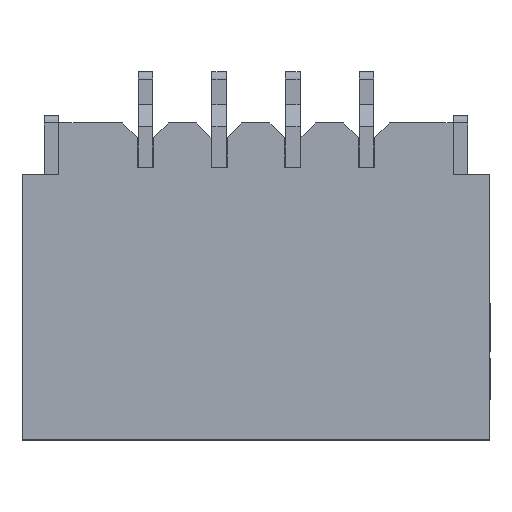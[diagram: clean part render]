
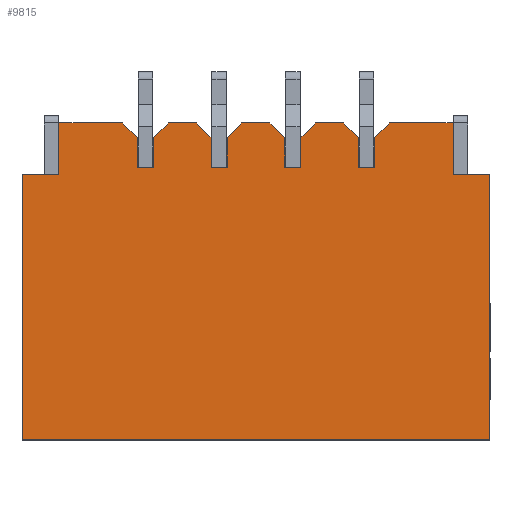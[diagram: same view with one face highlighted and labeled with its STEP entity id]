
A CAD part, top view. The second image highlights one B-rep face of the part: STEP entity #9815.
In plain terms, the highlighted planar face has unit normal (0, 0, 1).
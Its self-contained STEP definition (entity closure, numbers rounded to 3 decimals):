
#420=PLANE('',#10378);
#818=FACE_OUTER_BOUND('',#1361,.T.);
#1361=EDGE_LOOP('',(#6691,#6692,#6693,#6694,#6695,#6696,#6697,#6698,#6699,
#6700,#6701,#6702,#6703,#6704,#6705,#6706,#6707,#6708,#6709,#6710,#6711,
#6712,#6713,#6714,#6715,#6716,#6717,#6718,#6719,#6720,#6721,#6722));
#1985=LINE('',#13446,#3116);
#1997=LINE('',#13474,#3128);
#2013=LINE('',#13506,#3144);
#2022=LINE('',#13525,#3153);
#2044=LINE('',#13568,#3175);
#2048=LINE('',#13576,#3179);
#2052=LINE('',#13584,#3183);
#2056=LINE('',#13592,#3187);
#2091=LINE('',#13662,#3222);
#2092=LINE('',#13663,#3223);
#2093=LINE('',#13664,#3224);
#2094=LINE('',#13666,#3225);
#2095=LINE('',#13668,#3226);
#2096=LINE('',#13669,#3227);
#2097=LINE('',#13671,#3228);
#2098=LINE('',#13673,#3229);
#2099=LINE('',#13675,#3230);
#2100=LINE('',#13677,#3231);
#2101=LINE('',#13678,#3232);
#2102=LINE('',#13680,#3233);
#2103=LINE('',#13682,#3234);
#2104=LINE('',#13684,#3235);
#2105=LINE('',#13686,#3236);
#2106=LINE('',#13687,#3237);
#2107=LINE('',#13689,#3238);
#2108=LINE('',#13691,#3239);
#2109=LINE('',#13693,#3240);
#2110=LINE('',#13695,#3241);
#2111=LINE('',#13696,#3242);
#2112=LINE('',#13698,#3243);
#2113=LINE('',#13700,#3244);
#2114=LINE('',#13701,#3245);
#3116=VECTOR('',#10973,1.);
#3128=VECTOR('',#10993,1.);
#3144=VECTOR('',#11017,1.);
#3153=VECTOR('',#11032,1.);
#3175=VECTOR('',#11058,1.);
#3179=VECTOR('',#11062,1.);
#3183=VECTOR('',#11066,1.);
#3187=VECTOR('',#11070,1.);
#3222=VECTOR('',#11107,1.);
#3223=VECTOR('',#11108,1.);
#3224=VECTOR('',#11109,1.);
#3225=VECTOR('',#11110,1.);
#3226=VECTOR('',#11111,1.);
#3227=VECTOR('',#11112,1.);
#3228=VECTOR('',#11113,1.);
#3229=VECTOR('',#11114,1.);
#3230=VECTOR('',#11115,1.);
#3231=VECTOR('',#11116,1.);
#3232=VECTOR('',#11117,1.);
#3233=VECTOR('',#11118,1.);
#3234=VECTOR('',#11119,1.);
#3235=VECTOR('',#11120,1.);
#3236=VECTOR('',#11121,1.);
#3237=VECTOR('',#11122,1.);
#3238=VECTOR('',#11123,1.);
#3239=VECTOR('',#11124,1.);
#3240=VECTOR('',#11125,1.);
#3241=VECTOR('',#11126,1.);
#3242=VECTOR('',#11127,1.);
#3243=VECTOR('',#11128,1.);
#3244=VECTOR('',#11129,1.);
#3245=VECTOR('',#11130,1.);
#4259=VERTEX_POINT('',#13443);
#4260=VERTEX_POINT('',#13445);
#4271=VERTEX_POINT('',#13471);
#4272=VERTEX_POINT('',#13473);
#4284=VERTEX_POINT('',#13504);
#4290=VERTEX_POINT('',#13522);
#4291=VERTEX_POINT('',#13524);
#4309=VERTEX_POINT('',#13565);
#4310=VERTEX_POINT('',#13567);
#4313=VERTEX_POINT('',#13573);
#4314=VERTEX_POINT('',#13575);
#4317=VERTEX_POINT('',#13581);
#4318=VERTEX_POINT('',#13583);
#4321=VERTEX_POINT('',#13589);
#4322=VERTEX_POINT('',#13591);
#4356=VERTEX_POINT('',#13661);
#4357=VERTEX_POINT('',#13665);
#4358=VERTEX_POINT('',#13667);
#4359=VERTEX_POINT('',#13670);
#4360=VERTEX_POINT('',#13672);
#4361=VERTEX_POINT('',#13674);
#4362=VERTEX_POINT('',#13676);
#4363=VERTEX_POINT('',#13679);
#4364=VERTEX_POINT('',#13681);
#4365=VERTEX_POINT('',#13683);
#4366=VERTEX_POINT('',#13685);
#4367=VERTEX_POINT('',#13688);
#4368=VERTEX_POINT('',#13690);
#4369=VERTEX_POINT('',#13692);
#4370=VERTEX_POINT('',#13694);
#4371=VERTEX_POINT('',#13697);
#4372=VERTEX_POINT('',#13699);
#5169=EDGE_CURVE('',#4260,#4259,#1985,.T.);
#5183=EDGE_CURVE('',#4271,#4272,#1997,.T.);
#5200=EDGE_CURVE('',#4284,#4271,#2013,.T.);
#5209=EDGE_CURVE('',#4290,#4291,#2022,.T.);
#5231=EDGE_CURVE('',#4310,#4309,#2044,.T.);
#5235=EDGE_CURVE('',#4314,#4313,#2048,.T.);
#5239=EDGE_CURVE('',#4318,#4317,#2052,.T.);
#5243=EDGE_CURVE('',#4322,#4321,#2056,.T.);
#5278=EDGE_CURVE('',#4259,#4356,#2091,.T.);
#5279=EDGE_CURVE('',#4291,#4356,#2092,.T.);
#5280=EDGE_CURVE('',#4290,#4272,#2093,.T.);
#5281=EDGE_CURVE('',#4284,#4357,#2094,.T.);
#5282=EDGE_CURVE('',#4357,#4358,#2095,.T.);
#5283=EDGE_CURVE('',#4358,#4322,#2096,.T.);
#5284=EDGE_CURVE('',#4321,#4359,#2097,.T.);
#5285=EDGE_CURVE('',#4359,#4360,#2098,.T.);
#5286=EDGE_CURVE('',#4360,#4361,#2099,.T.);
#5287=EDGE_CURVE('',#4361,#4362,#2100,.T.);
#5288=EDGE_CURVE('',#4362,#4318,#2101,.T.);
#5289=EDGE_CURVE('',#4317,#4363,#2102,.T.);
#5290=EDGE_CURVE('',#4363,#4364,#2103,.T.);
#5291=EDGE_CURVE('',#4364,#4365,#2104,.T.);
#5292=EDGE_CURVE('',#4365,#4366,#2105,.T.);
#5293=EDGE_CURVE('',#4366,#4314,#2106,.T.);
#5294=EDGE_CURVE('',#4313,#4367,#2107,.T.);
#5295=EDGE_CURVE('',#4367,#4368,#2108,.T.);
#5296=EDGE_CURVE('',#4368,#4369,#2109,.T.);
#5297=EDGE_CURVE('',#4369,#4370,#2110,.T.);
#5298=EDGE_CURVE('',#4370,#4310,#2111,.T.);
#5299=EDGE_CURVE('',#4309,#4371,#2112,.T.);
#5300=EDGE_CURVE('',#4371,#4372,#2113,.T.);
#5301=EDGE_CURVE('',#4372,#4260,#2114,.T.);
#6691=ORIENTED_EDGE('',*,*,#5169,.T.);
#6692=ORIENTED_EDGE('',*,*,#5278,.T.);
#6693=ORIENTED_EDGE('',*,*,#5279,.F.);
#6694=ORIENTED_EDGE('',*,*,#5209,.F.);
#6695=ORIENTED_EDGE('',*,*,#5280,.T.);
#6696=ORIENTED_EDGE('',*,*,#5183,.F.);
#6697=ORIENTED_EDGE('',*,*,#5200,.F.);
#6698=ORIENTED_EDGE('',*,*,#5281,.T.);
#6699=ORIENTED_EDGE('',*,*,#5282,.T.);
#6700=ORIENTED_EDGE('',*,*,#5283,.T.);
#6701=ORIENTED_EDGE('',*,*,#5243,.T.);
#6702=ORIENTED_EDGE('',*,*,#5284,.T.);
#6703=ORIENTED_EDGE('',*,*,#5285,.T.);
#6704=ORIENTED_EDGE('',*,*,#5286,.T.);
#6705=ORIENTED_EDGE('',*,*,#5287,.T.);
#6706=ORIENTED_EDGE('',*,*,#5288,.T.);
#6707=ORIENTED_EDGE('',*,*,#5239,.T.);
#6708=ORIENTED_EDGE('',*,*,#5289,.T.);
#6709=ORIENTED_EDGE('',*,*,#5290,.T.);
#6710=ORIENTED_EDGE('',*,*,#5291,.T.);
#6711=ORIENTED_EDGE('',*,*,#5292,.T.);
#6712=ORIENTED_EDGE('',*,*,#5293,.T.);
#6713=ORIENTED_EDGE('',*,*,#5235,.T.);
#6714=ORIENTED_EDGE('',*,*,#5294,.T.);
#6715=ORIENTED_EDGE('',*,*,#5295,.T.);
#6716=ORIENTED_EDGE('',*,*,#5296,.T.);
#6717=ORIENTED_EDGE('',*,*,#5297,.T.);
#6718=ORIENTED_EDGE('',*,*,#5298,.T.);
#6719=ORIENTED_EDGE('',*,*,#5231,.T.);
#6720=ORIENTED_EDGE('',*,*,#5299,.T.);
#6721=ORIENTED_EDGE('',*,*,#5300,.T.);
#6722=ORIENTED_EDGE('',*,*,#5301,.T.);
#9815=ADVANCED_FACE('',(#818),#420,.F.);
#10378=AXIS2_PLACEMENT_3D('',#13660,#11105,#11106);
#10973=DIRECTION('',(0.,-1.,0.));
#10993=DIRECTION('',(1.,0.,0.));
#11017=DIRECTION('',(0.,-1.,0.));
#11032=DIRECTION('',(-1.,0.,0.));
#11058=DIRECTION('',(-1.,0.,0.));
#11062=DIRECTION('',(-1.,0.,0.));
#11066=DIRECTION('',(-1.,0.,0.));
#11070=DIRECTION('',(-1.,0.,0.));
#11105=DIRECTION('center_axis',(0.,0.,
-1.));
#11106=DIRECTION('ref_axis',(0.,-1.,0.));
#11107=DIRECTION('',(-1.,0.,0.));
#11108=DIRECTION('',(0.,1.,0.));
#11109=DIRECTION('',(0.,1.,0.));
#11110=DIRECTION('',(-1.,0.,0.));
#11111=DIRECTION('',(-0.707,-0.707,0.));
#11112=DIRECTION('',(0.,-1.,0.));
#11113=DIRECTION('',(0.,1.,0.));
#11114=DIRECTION('',(-0.707,0.707,0.));
#11115=DIRECTION('',(-1.,0.,0.));
#11116=DIRECTION('',(-0.707,-0.707,0.));
#11117=DIRECTION('',(0.,-1.,0.));
#11118=DIRECTION('',(0.,1.,0.));
#11119=DIRECTION('',(-0.707,0.707,0.));
#11120=DIRECTION('',(-1.,0.,0.));
#11121=DIRECTION('',(-0.707,-0.707,0.));
#11122=DIRECTION('',(0.,-1.,0.));
#11123=DIRECTION('',(0.,1.,0.));
#11124=DIRECTION('',(-0.707,0.707,0.));
#11125=DIRECTION('',(-1.,0.,0.));
#11126=DIRECTION('',(-0.707,-0.707,0.));
#11127=DIRECTION('',(0.,-1.,0.));
#11128=DIRECTION('',(0.,1.,0.));
#11129=DIRECTION('',(-0.707,0.707,0.));
#11130=DIRECTION('',(-1.,0.,0.));
#13443=CARTESIAN_POINT('',(-2.675,0.95,3.2));
#13445=CARTESIAN_POINT('',(-2.675,1.65,3.2));
#13446=CARTESIAN_POINT('',(-2.675,1.65,3.2));
#13471=CARTESIAN_POINT('',(2.675,0.95,3.2));
#13473=CARTESIAN_POINT('',(3.175,0.95,3.2));
#13474=CARTESIAN_POINT('',(2.675,0.95,3.2));
#13504=CARTESIAN_POINT('',(2.675,1.65,3.2));
#13506=CARTESIAN_POINT('',(2.675,1.65,3.2));
#13522=CARTESIAN_POINT('',(3.175,-2.65,3.2));
#13524=CARTESIAN_POINT('',(-3.175,-2.65,3.2));
#13525=CARTESIAN_POINT('',(3.175,-2.65,3.2));
#13565=CARTESIAN_POINT('',(-1.61,1.05,3.2));
#13567=CARTESIAN_POINT('',(-1.39,1.05,3.2));
#13568=CARTESIAN_POINT('',(-1.39,1.05,3.2));
#13573=CARTESIAN_POINT('',(-0.61,1.05,3.2));
#13575=CARTESIAN_POINT('',(-0.39,1.05,3.2));
#13576=CARTESIAN_POINT('',(-0.39,1.05,3.2));
#13581=CARTESIAN_POINT('',(0.39,1.05,3.2));
#13583=CARTESIAN_POINT('',(0.61,1.05,3.2));
#13584=CARTESIAN_POINT('',(0.61,1.05,3.2));
#13589=CARTESIAN_POINT('',(1.39,1.05,3.2));
#13591=CARTESIAN_POINT('',(1.61,1.05,3.2));
#13592=CARTESIAN_POINT('',(1.61,1.05,3.2));
#13660=CARTESIAN_POINT('Origin',(3.175,-2.65,3.2));
#13661=CARTESIAN_POINT('',(-3.175,0.95,3.2));
#13662=CARTESIAN_POINT('',(-2.675,0.95,3.2));
#13663=CARTESIAN_POINT('',(-3.175,-2.65,3.2));
#13664=CARTESIAN_POINT('',(3.175,-2.65,3.2));
#13665=CARTESIAN_POINT('',(1.81,1.65,3.2));
#13666=CARTESIAN_POINT('',(3.175,1.65,3.2));
#13667=CARTESIAN_POINT('',(1.61,1.45,3.2));
#13668=CARTESIAN_POINT('',(1.61,1.45,3.2));
#13669=CARTESIAN_POINT('',(1.61,1.05,3.2));
#13670=CARTESIAN_POINT('',(1.39,1.45,3.2));
#13671=CARTESIAN_POINT('',(1.39,1.05,3.2));
#13672=CARTESIAN_POINT('',(1.19,1.65,3.2));
#13673=CARTESIAN_POINT('',(1.19,1.65,3.2));
#13674=CARTESIAN_POINT('',(0.81,1.65,3.2));
#13675=CARTESIAN_POINT('',(3.175,1.65,3.2));
#13676=CARTESIAN_POINT('',(0.61,1.45,3.2));
#13677=CARTESIAN_POINT('',(0.61,1.45,3.2));
#13678=CARTESIAN_POINT('',(0.61,1.05,3.2));
#13679=CARTESIAN_POINT('',(0.39,1.45,3.2));
#13680=CARTESIAN_POINT('',(0.39,1.05,3.2));
#13681=CARTESIAN_POINT('',(0.19,1.65,3.2));
#13682=CARTESIAN_POINT('',(0.19,1.65,3.2));
#13683=CARTESIAN_POINT('',(-0.19,1.65,3.2));
#13684=CARTESIAN_POINT('',(3.175,1.65,3.2));
#13685=CARTESIAN_POINT('',(-0.39,1.45,3.2));
#13686=CARTESIAN_POINT('',(-0.39,1.45,3.2));
#13687=CARTESIAN_POINT('',(-0.39,1.05,3.2));
#13688=CARTESIAN_POINT('',(-0.61,1.45,3.2));
#13689=CARTESIAN_POINT('',(-0.61,1.05,3.2));
#13690=CARTESIAN_POINT('',(-0.81,1.65,3.2));
#13691=CARTESIAN_POINT('',(-0.81,1.65,3.2));
#13692=CARTESIAN_POINT('',(-1.19,1.65,3.2));
#13693=CARTESIAN_POINT('',(3.175,1.65,3.2));
#13694=CARTESIAN_POINT('',(-1.39,1.45,3.2));
#13695=CARTESIAN_POINT('',(-1.39,1.45,3.2));
#13696=CARTESIAN_POINT('',(-1.39,1.05,3.2));
#13697=CARTESIAN_POINT('',(-1.61,1.45,3.2));
#13698=CARTESIAN_POINT('',(-1.61,1.05,3.2));
#13699=CARTESIAN_POINT('',(-1.81,1.65,3.2));
#13700=CARTESIAN_POINT('',(-1.81,1.65,3.2));
#13701=CARTESIAN_POINT('',(3.175,1.65,3.2));
